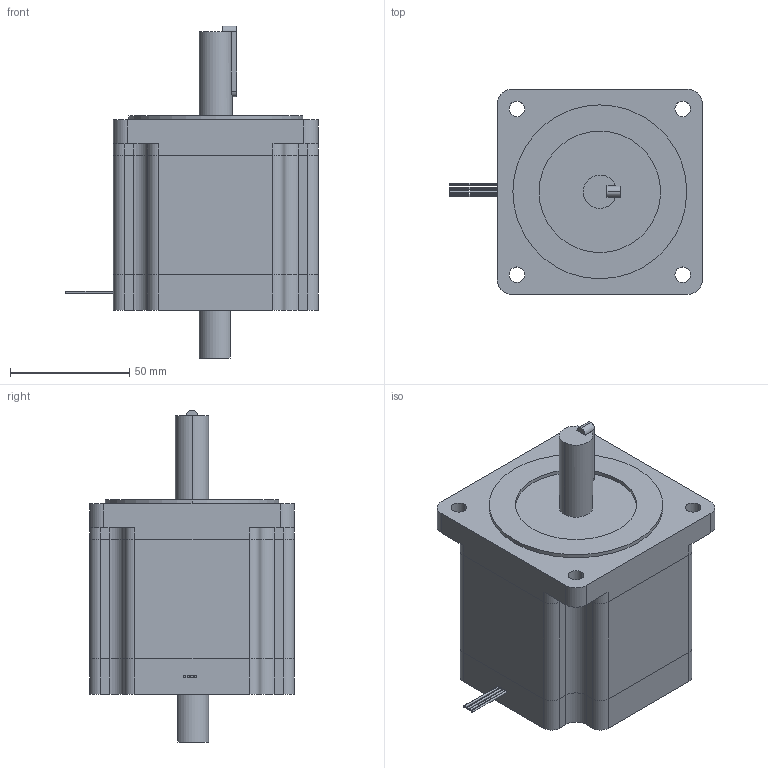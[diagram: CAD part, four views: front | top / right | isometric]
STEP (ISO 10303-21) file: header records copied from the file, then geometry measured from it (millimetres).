
FILE_DESCRIPTION (( 'STEP AP214' ), '1' );
FILE_NAME ('86HS8040B4J.STEP', '2023-06-05T02:49:10', ( 'Windows 蚚誧' ), ( 'Organization' ), 'SwSTEP 2.0', 'SolidWorks 2021', '' );
FILE_SCHEMA (( 'AUTOMOTIVE_DESIGN' ));
Length unit declared in the file: millimetre
Products named in the file (1): 86HS8040B4J
Bounding box: 106 x 86 x 139.36 mm (x, y, z)
Volume: 543245.5 mm3; surface area: 71047.9 mm2
Topology: 3 solids, 3 shells, 132 faces, 349 edges, 231 vertices
Faces by surface type: cylinder 69, plane 63
Entity records: 4368 total; most frequent: DIRECTION 749, CARTESIAN_POINT 745, ORIENTED_EDGE 698, EDGE_CURVE 349, AXIS2_PLACEMENT_3D 269, VERTEX_POINT 231, VECTOR 211, LINE 211
